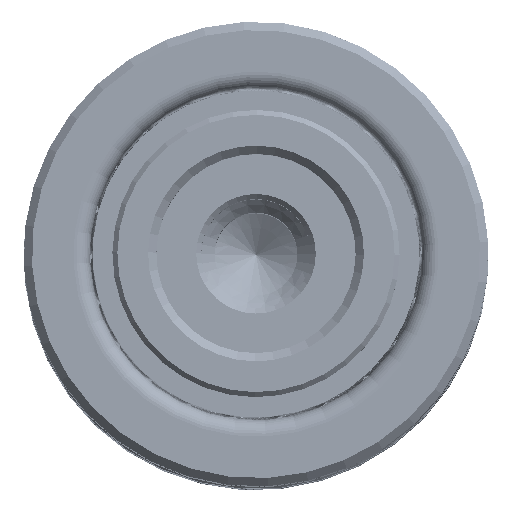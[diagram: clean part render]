
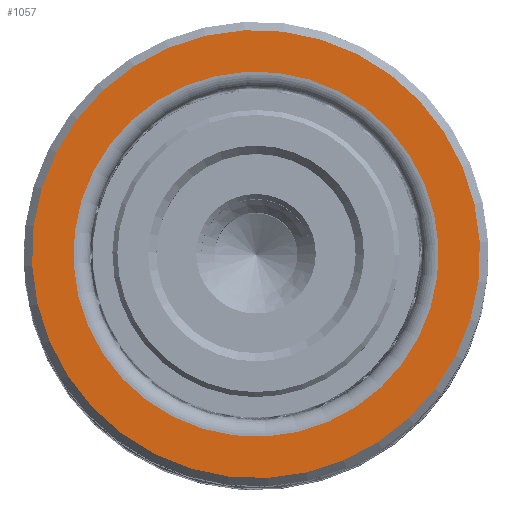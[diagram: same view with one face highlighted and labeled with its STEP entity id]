
A CAD part, top view. The second image highlights one B-rep face of the part: STEP entity #1057.
In plain terms, the highlighted face is planar.
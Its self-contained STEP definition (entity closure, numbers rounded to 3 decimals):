
#517 = CARTESIAN_POINT ( 'NONE',  ( 13.5, 0., 0. ) ) ;
#640 = FACE_OUTER_BOUND ( 'NONE', #34281, .T. ) ;
#730 = ORIENTED_EDGE ( 'NONE', *, *, #34401, .T. ) ;
#1057 = ADVANCED_FACE ( 'NONE', ( #24753, #640 ), #9367, .F. ) ;
#2461 = ORIENTED_EDGE ( 'NONE', *, *, #11701, .T. ) ;
#3396 = CIRCLE ( 'NONE', #28527, 11. ) ;
#3488 = CARTESIAN_POINT ( 'NONE',  ( 11., 0., 0. ) ) ;
#6370 = CIRCLE ( 'NONE', #23538, 13.5 ) ;
#6824 = DIRECTION ( 'NONE',  ( 0., 0., 1. ) ) ;
#9367 = PLANE ( 'NONE',  #33230 ) ;
#9393 = ORIENTED_EDGE ( 'NONE', *, *, #17380, .T. ) ;
#9443 = VERTEX_POINT ( 'NONE', #15354 ) ;
#9703 = AXIS2_PLACEMENT_3D ( 'NONE', #14851, #35177, #17785 ) ;
#11701 = EDGE_CURVE ( 'NONE', #12502, #29639, #6370, .T. ) ;
#12502 = VERTEX_POINT ( 'NONE', #517 ) ;
#12663 = DIRECTION ( 'NONE',  ( 0., 0., -1. ) ) ;
#12824 = DIRECTION ( 'NONE',  ( 0., 0., -1. ) ) ;
#12889 = CARTESIAN_POINT ( 'NONE',  ( 0., 0., 0. ) ) ;
#14851 = CARTESIAN_POINT ( 'NONE',  ( 0., 0., 0. ) ) ;
#15354 = CARTESIAN_POINT ( 'NONE',  ( -11., 0., 0. ) ) ;
#15555 = AXIS2_PLACEMENT_3D ( 'NONE', #30087, #12663, #33003 ) ;
#15820 = DIRECTION ( 'NONE',  ( 1., 0., 0. ) ) ;
#16033 = CIRCLE ( 'NONE', #9703, 11. ) ;
#17380 = EDGE_CURVE ( 'NONE', #29639, #12502, #30733, .T. ) ;
#17485 = EDGE_LOOP ( 'NONE', ( #18416, #730 ) ) ;
#17785 = DIRECTION ( 'NONE',  ( 1., 0., 0. ) ) ;
#18416 = ORIENTED_EDGE ( 'NONE', *, *, #30793, .T. ) ;
#21333 = CARTESIAN_POINT ( 'NONE',  ( 0., 0., 0. ) ) ;
#23538 = AXIS2_PLACEMENT_3D ( 'NONE', #30243, #12824, #33158 ) ;
#24753 = FACE_BOUND ( 'NONE', #17485, .T. ) ;
#27163 = CARTESIAN_POINT ( 'NONE',  ( -13.5, 0., 0. ) ) ;
#27185 = DIRECTION ( 'NONE',  ( 1., 0., 0. ) ) ;
#27993 = VERTEX_POINT ( 'NONE', #3488 ) ;
#28527 = AXIS2_PLACEMENT_3D ( 'NONE', #12889, #33218, #15820 ) ;
#29639 = VERTEX_POINT ( 'NONE', #27163 ) ;
#30087 = CARTESIAN_POINT ( 'NONE',  ( 0., 0., 0. ) ) ;
#30243 = CARTESIAN_POINT ( 'NONE',  ( 0., 0., 0. ) ) ;
#30733 = CIRCLE ( 'NONE', #15555, 13.5 ) ;
#30793 = EDGE_CURVE ( 'NONE', #27993, #9443, #3396, .T. ) ;
#33003 = DIRECTION ( 'NONE',  ( 1., 0., 0. ) ) ;
#33158 = DIRECTION ( 'NONE',  ( 1., 0., 0. ) ) ;
#33218 = DIRECTION ( 'NONE',  ( 0., 0., 1. ) ) ;
#33230 = AXIS2_PLACEMENT_3D ( 'NONE', #21333, #6824, #27185 ) ;
#34281 = EDGE_LOOP ( 'NONE', ( #2461, #9393 ) ) ;
#34401 = EDGE_CURVE ( 'NONE', #9443, #27993, #16033, .T. ) ;
#35177 = DIRECTION ( 'NONE',  ( 0., 0., 1. ) ) ;
